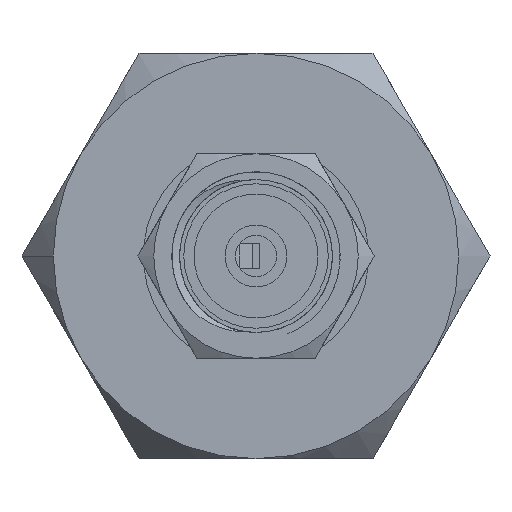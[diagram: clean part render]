
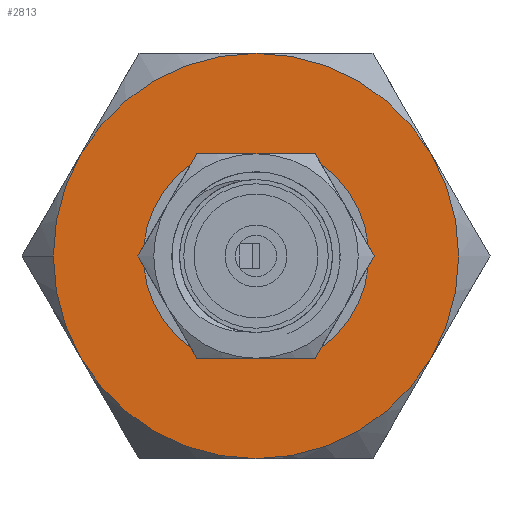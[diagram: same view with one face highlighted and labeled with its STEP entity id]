
A CAD part, left-side view. The second image highlights one B-rep face of the part: STEP entity #2813.
In plain terms, the highlighted face is planar.
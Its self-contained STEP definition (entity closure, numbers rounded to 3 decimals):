
#2370 = CIRCLE ( 'NONE', #141215, 3.926 ) ;
#2813 = ADVANCED_FACE ( 'NONE', ( #116727, #69609 ), #78912, .F. ) ;
#4088 = VERTEX_POINT ( 'NONE', #133201 ) ;
#5431 = CARTESIAN_POINT ( 'NONE',  ( 10.414, 0., 0. ) ) ;
#13956 = CIRCLE ( 'NONE', #138097, 1.384 ) ;
#21001 = DIRECTION ( 'NONE',  ( -1., 0., 0. ) ) ;
#21738 = ORIENTED_EDGE ( 'NONE', *, *, #204002, .T. ) ;
#22155 = DIRECTION ( 'NONE',  ( 0., 0., 1. ) ) ;
#23298 = CARTESIAN_POINT ( 'NONE',  ( 10.414, 0., 0. ) ) ;
#27512 = CIRCLE ( 'NONE', #111581, 3.926 ) ;
#29760 = EDGE_LOOP ( 'NONE', ( #31654, #21738 ) ) ;
#29817 = CARTESIAN_POINT ( 'NONE',  ( 10.414, -3.926, 0. ) ) ;
#31654 = ORIENTED_EDGE ( 'NONE', *, *, #116978, .T. ) ;
#32360 = CIRCLE ( 'NONE', #195639, 3.926 ) ;
#34202 = DIRECTION ( 'NONE',  ( 1., 0., 0. ) ) ;
#38261 = DIRECTION ( 'NONE',  ( -1., 0., 0. ) ) ;
#38280 = EDGE_CURVE ( 'NONE', #200814, #70065, #76682, .T. ) ;
#38708 = DIRECTION ( 'NONE',  ( 0., 0., 1. ) ) ;
#49725 = DIRECTION ( 'NONE',  ( 0., 0., 1. ) ) ;
#49912 = DIRECTION ( 'NONE',  ( -1., 0., 0. ) ) ;
#55960 = CARTESIAN_POINT ( 'NONE',  ( 10.414, 0., 1.384 ) ) ;
#57362 = EDGE_CURVE ( 'NONE', #122689, #133520, #65354, .T. ) ;
#58727 = EDGE_LOOP ( 'NONE', ( #161671, #117350, #181729, #69260, #156727, #126803, #184924 ) ) ;
#59552 = DIRECTION ( 'NONE',  ( 0., 0., 1. ) ) ;
#59728 = EDGE_CURVE ( 'NONE', #70065, #4088, #32360, .T. ) ;
#62979 = CARTESIAN_POINT ( 'NONE',  ( 10.414, -1.963, -3.4 ) ) ;
#65354 = CIRCLE ( 'NONE', #105454, 3.926 ) ;
#66791 = AXIS2_PLACEMENT_3D ( 'NONE', #71897, #21001, #134368 ) ;
#67025 = CARTESIAN_POINT ( 'NONE',  ( 10.414, 1.963, 3.4 ) ) ;
#69260 = ORIENTED_EDGE ( 'NONE', *, *, #38280, .F. ) ;
#69609 = FACE_OUTER_BOUND ( 'NONE', #58727, .T. ) ;
#70065 = VERTEX_POINT ( 'NONE', #29817 ) ;
#71897 = CARTESIAN_POINT ( 'NONE',  ( 10.414, 0., 0. ) ) ;
#74870 = VERTEX_POINT ( 'NONE', #163167 ) ;
#75920 = VERTEX_POINT ( 'NONE', #67025 ) ;
#76682 = CIRCLE ( 'NONE', #140689, 3.926 ) ;
#78063 = CIRCLE ( 'NONE', #66791, 1.384 ) ;
#78912 = PLANE ( 'NONE',  #196264 ) ;
#97541 = DIRECTION ( 'NONE',  ( 0., 0., 1. ) ) ;
#99607 = DIRECTION ( 'NONE',  ( 0., 0., 1. ) ) ;
#105454 = AXIS2_PLACEMENT_3D ( 'NONE', #146847, #34202, #162980 ) ;
#111581 = AXIS2_PLACEMENT_3D ( 'NONE', #160573, #49912, #126969 ) ;
#113513 = DIRECTION ( 'NONE',  ( -1., 0., 0. ) ) ;
#116727 = FACE_BOUND ( 'NONE', #29760, .T. ) ;
#116978 = EDGE_CURVE ( 'NONE', #177712, #74870, #13956, .T. ) ;
#117350 = ORIENTED_EDGE ( 'NONE', *, *, #185311, .F. ) ;
#118096 = EDGE_CURVE ( 'NONE', #75920, #133520, #163266, .T. ) ;
#119929 = CARTESIAN_POINT ( 'NONE',  ( 10.414, 0., 0. ) ) ;
#122689 = VERTEX_POINT ( 'NONE', #144676 ) ;
#126803 = ORIENTED_EDGE ( 'NONE', *, *, #182988, .F. ) ;
#126969 = DIRECTION ( 'NONE',  ( 0., 0., 1. ) ) ;
#131572 = CARTESIAN_POINT ( 'NONE',  ( 10.414, 0., 0. ) ) ;
#131616 = CARTESIAN_POINT ( 'NONE',  ( 10.414, 3.926, 0. ) ) ;
#132242 = DIRECTION ( 'NONE',  ( -1., 0., 0. ) ) ;
#133201 = CARTESIAN_POINT ( 'NONE',  ( 10.414, -1.963, 3.4 ) ) ;
#133520 = VERTEX_POINT ( 'NONE', #131616 ) ;
#134368 = DIRECTION ( 'NONE',  ( 0., 0., 1. ) ) ;
#138097 = AXIS2_PLACEMENT_3D ( 'NONE', #23298, #165385, #38708 ) ;
#140689 = AXIS2_PLACEMENT_3D ( 'NONE', #164453, #165827, #196455 ) ;
#141215 = AXIS2_PLACEMENT_3D ( 'NONE', #119929, #170145, #59552 ) ;
#144676 = CARTESIAN_POINT ( 'NONE',  ( 10.414, 1.963, -3.4 ) ) ;
#146847 = CARTESIAN_POINT ( 'NONE',  ( 10.414, 0., 0. ) ) ;
#148071 = VERTEX_POINT ( 'NONE', #149876 ) ;
#149876 = CARTESIAN_POINT ( 'NONE',  ( 10.414, 0., -3.926 ) ) ;
#150424 = AXIS2_PLACEMENT_3D ( 'NONE', #5431, #38261, #22155 ) ;
#156727 = ORIENTED_EDGE ( 'NONE', *, *, #159801, .F. ) ;
#157263 = CIRCLE ( 'NONE', #190221, 3.926 ) ;
#159801 = EDGE_CURVE ( 'NONE', #148071, #200814, #27512, .T. ) ;
#160573 = CARTESIAN_POINT ( 'NONE',  ( 10.414, 0., 0. ) ) ;
#161671 = ORIENTED_EDGE ( 'NONE', *, *, #118096, .F. ) ;
#162980 = DIRECTION ( 'NONE',  ( 0., 0., -1. ) ) ;
#163167 = CARTESIAN_POINT ( 'NONE',  ( 10.414, 0., -1.384 ) ) ;
#163266 = CIRCLE ( 'NONE', #150424, 3.926 ) ;
#164453 = CARTESIAN_POINT ( 'NONE',  ( 10.414, 0., 0. ) ) ;
#164468 = CARTESIAN_POINT ( 'NONE',  ( 10.414, 0., 0. ) ) ;
#165385 = DIRECTION ( 'NONE',  ( -1., 0., 0. ) ) ;
#165827 = DIRECTION ( 'NONE',  ( -1., 0., 0. ) ) ;
#170145 = DIRECTION ( 'NONE',  ( -1., 0., 0. ) ) ;
#177002 = CARTESIAN_POINT ( 'NONE',  ( 10.414, 1.334, 0. ) ) ;
#177710 = DIRECTION ( 'NONE',  ( -1., 0., 0. ) ) ;
#177712 = VERTEX_POINT ( 'NONE', #55960 ) ;
#181729 = ORIENTED_EDGE ( 'NONE', *, *, #59728, .F. ) ;
#182988 = EDGE_CURVE ( 'NONE', #122689, #148071, #157263, .T. ) ;
#184924 = ORIENTED_EDGE ( 'NONE', *, *, #57362, .T. ) ;
#185311 = EDGE_CURVE ( 'NONE', #4088, #75920, #2370, .T. ) ;
#190221 = AXIS2_PLACEMENT_3D ( 'NONE', #131572, #177710, #49725 ) ;
#195639 = AXIS2_PLACEMENT_3D ( 'NONE', #164468, #132242, #99607 ) ;
#196264 = AXIS2_PLACEMENT_3D ( 'NONE', #177002, #113513, #97541 ) ;
#196455 = DIRECTION ( 'NONE',  ( 0., 0., 1. ) ) ;
#200814 = VERTEX_POINT ( 'NONE', #62979 ) ;
#204002 = EDGE_CURVE ( 'NONE', #74870, #177712, #78063, .T. ) ;
